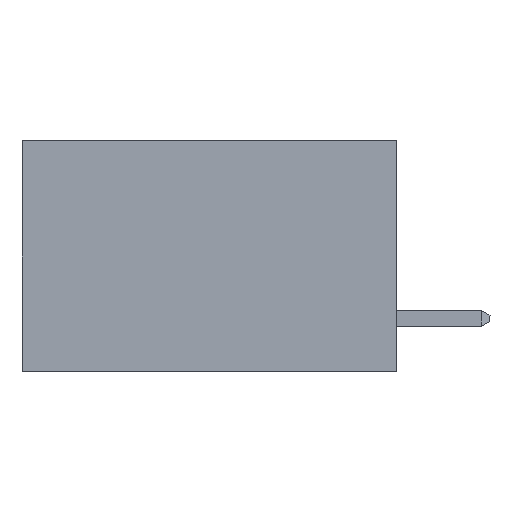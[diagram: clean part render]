
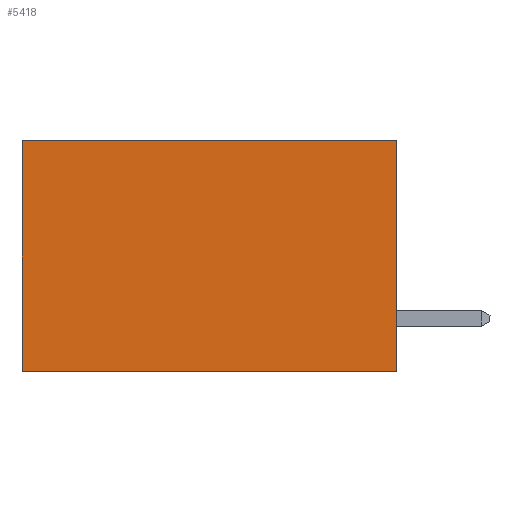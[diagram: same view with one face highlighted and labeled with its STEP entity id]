
A CAD part, left-side view. The second image highlights one B-rep face of the part: STEP entity #5418.
In plain terms, the highlighted planar face has unit normal (-1, 0, 0).
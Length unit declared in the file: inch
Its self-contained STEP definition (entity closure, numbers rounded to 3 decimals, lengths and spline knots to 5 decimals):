
#158 = EDGE_CURVE ( 'NONE', #625, #6173, #7612, .T. ) ;
#625 = VERTEX_POINT ( 'NONE', #6858 ) ;
#635 = VECTOR ( 'NONE', #5829, 39.37008 ) ;
#1034 = DIRECTION ( 'NONE',  ( 0., 0., -1. ) ) ;
#1109 = CARTESIAN_POINT ( 'NONE',  ( 0.2615, 0., -0.37 ) ) ;
#1252 = EDGE_LOOP ( 'NONE', ( #4272, #4767, #8031, #5954 ) ) ;
#1380 = DIRECTION ( 'NONE',  ( 0., 1., 0. ) ) ;
#1524 = VECTOR ( 'NONE', #7558, 39.37008 ) ;
#1627 = CARTESIAN_POINT ( 'NONE',  ( 0.2615, 0., -0.37 ) ) ;
#1981 = CARTESIAN_POINT ( 'NONE',  ( 0.2615, 0., -0.37 ) ) ;
#2485 = LINE ( 'NONE', #7123, #635 ) ;
#2586 = EDGE_CURVE ( 'NONE', #6173, #6924, #3094, .T. ) ;
#2750 = FACE_OUTER_BOUND ( 'NONE', #1252, .T. ) ;
#3094 = LINE ( 'NONE', #1109, #6531 ) ;
#3716 = AXIS2_PLACEMENT_3D ( 'NONE', #1981, #8507, #4671 ) ;
#4023 = PLANE ( 'NONE',  #3716 ) ;
#4123 = CARTESIAN_POINT ( 'NONE',  ( 0.2615, 0., -0.37 ) ) ;
#4263 = CARTESIAN_POINT ( 'NONE',  ( 0.2615, 0.6, 0. ) ) ;
#4272 = ORIENTED_EDGE ( 'NONE', *, *, #7999, .T. ) ;
#4671 = DIRECTION ( 'NONE',  ( 0., 0., -1. ) ) ;
#4767 = ORIENTED_EDGE ( 'NONE', *, *, #2586, .F. ) ;
#5418 = ADVANCED_FACE ( 'NONE', ( #2750 ), #4023, .F. ) ;
#5714 = VERTEX_POINT ( 'NONE', #4263 ) ;
#5829 = DIRECTION ( 'NONE',  ( 0., 0., -1. ) ) ;
#5861 = VECTOR ( 'NONE', #1034, 39.37008 ) ;
#5954 = ORIENTED_EDGE ( 'NONE', *, *, #7478, .T. ) ;
#6173 = VERTEX_POINT ( 'NONE', #4123 ) ;
#6531 = VECTOR ( 'NONE', #1380, 39.37008 ) ;
#6797 = LINE ( 'NONE', #6894, #1524 ) ;
#6858 = CARTESIAN_POINT ( 'NONE',  ( 0.2615, 0., 0. ) ) ;
#6894 = CARTESIAN_POINT ( 'NONE',  ( 0.2615, 0., 0. ) ) ;
#6924 = VERTEX_POINT ( 'NONE', #8213 ) ;
#7123 = CARTESIAN_POINT ( 'NONE',  ( 0.2615, 0.6, -0.37 ) ) ;
#7478 = EDGE_CURVE ( 'NONE', #625, #5714, #6797, .T. ) ;
#7558 = DIRECTION ( 'NONE',  ( 0., 1., 0. ) ) ;
#7612 = LINE ( 'NONE', #1627, #5861 ) ;
#7999 = EDGE_CURVE ( 'NONE', #5714, #6924, #2485, .T. ) ;
#8031 = ORIENTED_EDGE ( 'NONE', *, *, #158, .F. ) ;
#8213 = CARTESIAN_POINT ( 'NONE',  ( 0.2615, 0.6, -0.37 ) ) ;
#8507 = DIRECTION ( 'NONE',  ( 1., 0., 0. ) ) ;
